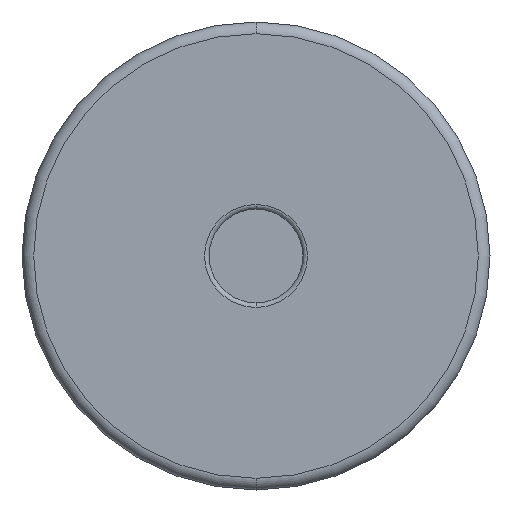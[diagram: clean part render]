
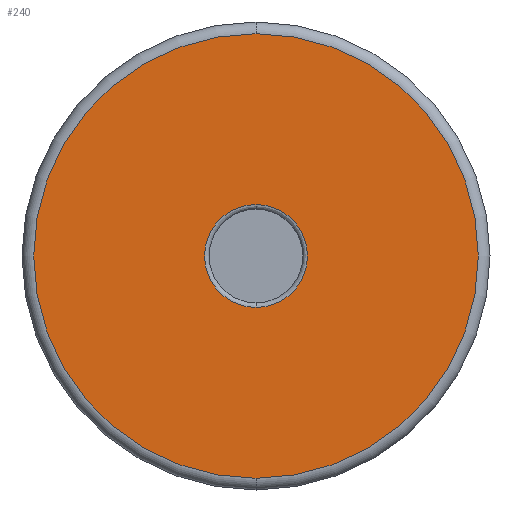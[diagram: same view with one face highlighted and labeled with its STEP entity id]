
A CAD part, front view. The second image highlights one B-rep face of the part: STEP entity #240.
In plain terms, the highlighted planar face has unit normal (0, -1, 0).
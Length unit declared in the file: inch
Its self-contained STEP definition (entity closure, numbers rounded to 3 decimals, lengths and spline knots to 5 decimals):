
#38 = EDGE_LOOP ( 'NONE', ( #299, #301 ) ) ;
#41 = EDGE_LOOP ( 'NONE', ( #297, #298 ) ) ;
#51 = AXIS2_PLACEMENT_3D ( 'NONE', #376, #377, #378 ) ;
#74 = AXIS2_PLACEMENT_3D ( 'NONE', #385, #386, #387 ) ;
#111 = FACE_OUTER_BOUND ( 'NONE', #38, .T. ) ;
#112 = FACE_BOUND ( 'NONE', #41, .T. ) ;
#113 = AXIS2_PLACEMENT_3D ( 'NONE', #469, #470, #471 ) ;
#134 = AXIS2_PLACEMENT_3D ( 'NONE', #525, #526, #527 ) ;
#145 = AXIS2_PLACEMENT_3D ( 'NONE', #522, #523, #524 ) ;
#175 = CIRCLE ( 'NONE', #51, 0.11 ) ;
#178 = CIRCLE ( 'NONE', #74, 0.475 ) ;
#194 = CIRCLE ( 'NONE', #145, 0.11 ) ;
#199 = CIRCLE ( 'NONE', #134, 0.475 ) ;
#216 = EDGE_CURVE ( 'NONE', #279, #278, #175, .T. ) ;
#219 = EDGE_CURVE ( 'NONE', #280, #281, #178, .T. ) ;
#240 = ADVANCED_FACE ( 'NONE', ( #112, #111 ), #468, .F. ) ;
#250 = EDGE_CURVE ( 'NONE', #278, #279, #194, .T. ) ;
#251 = EDGE_CURVE ( 'NONE', #281, #280, #199, .T. ) ;
#278 = VERTEX_POINT ( 'NONE', #538 ) ;
#279 = VERTEX_POINT ( 'NONE', #539 ) ;
#280 = VERTEX_POINT ( 'NONE', #540 ) ;
#281 = VERTEX_POINT ( 'NONE', #541 ) ;
#297 = ORIENTED_EDGE ( 'NONE', *, *, #216, .T. ) ;
#298 = ORIENTED_EDGE ( 'NONE', *, *, #250, .T. ) ;
#299 = ORIENTED_EDGE ( 'NONE', *, *, #251, .T. ) ;
#301 = ORIENTED_EDGE ( 'NONE', *, *, #219, .T. ) ;
#376 = CARTESIAN_POINT ( 'NONE',  ( 0., 0., 0. ) ) ;
#377 = DIRECTION ( 'NONE',  ( 0., 1., 0. ) ) ;
#378 = DIRECTION ( 'NONE',  ( 0., 0., 1. ) ) ;
#385 = CARTESIAN_POINT ( 'NONE',  ( 0., 0., 0. ) ) ;
#386 = DIRECTION ( 'NONE',  ( 0., -1., 0. ) ) ;
#387 = DIRECTION ( 'NONE',  ( 0., 0., 1. ) ) ;
#468 = PLANE ( 'NONE',  #113 ) ;
#469 = CARTESIAN_POINT ( 'NONE',  ( 0., 0., 0. ) ) ;
#470 = DIRECTION ( 'NONE',  ( 0., 1., 0. ) ) ;
#471 = DIRECTION ( 'NONE',  ( 0., 0., 1. ) ) ;
#522 = CARTESIAN_POINT ( 'NONE',  ( 0., 0., 0. ) ) ;
#523 = DIRECTION ( 'NONE',  ( 0., 1., 0. ) ) ;
#524 = DIRECTION ( 'NONE',  ( 0., 0., 1. ) ) ;
#525 = CARTESIAN_POINT ( 'NONE',  ( 0., 0., 0. ) ) ;
#526 = DIRECTION ( 'NONE',  ( 0., -1., 0. ) ) ;
#527 = DIRECTION ( 'NONE',  ( 0., 0., 1. ) ) ;
#538 = CARTESIAN_POINT ( 'NONE',  ( 0., 0., -0.11 ) ) ;
#539 = CARTESIAN_POINT ( 'NONE',  ( 0., 0., 0.11 ) ) ;
#540 = CARTESIAN_POINT ( 'NONE',  ( 0., 0., -0.475 ) ) ;
#541 = CARTESIAN_POINT ( 'NONE',  ( 0., 0., 0.475 ) ) ;
